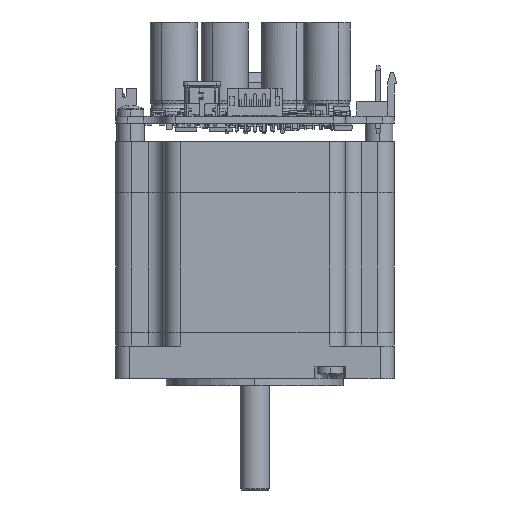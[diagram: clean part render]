
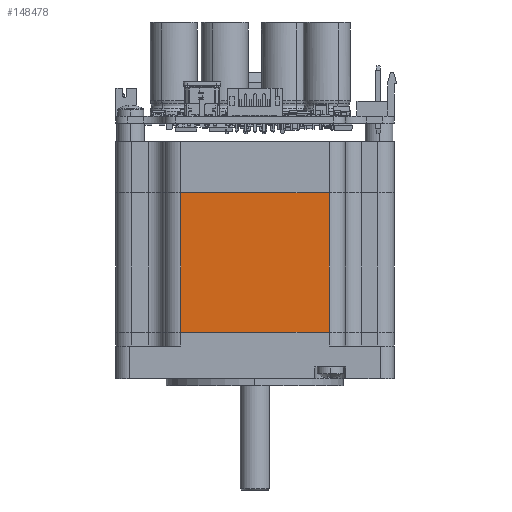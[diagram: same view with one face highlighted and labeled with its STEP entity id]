
A CAD part, left-side view. The second image highlights one B-rep face of the part: STEP entity #148478.
In plain terms, the highlighted planar face has unit normal (-1, 0, 0).
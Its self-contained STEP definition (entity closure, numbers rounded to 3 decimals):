
#5993 = AXIS2_PLACEMENT_3D ( 'NONE', #257463, #225167, #22602 ) ;
#15185 = LINE ( 'NONE', #153165, #292210 ) ;
#15895 = LINE ( 'NONE', #242202, #211818 ) ;
#22602 = DIRECTION ( 'NONE',  ( 0., 0., 1. ) ) ;
#51139 = EDGE_CURVE ( 'NONE', #64197, #387369, #15895, .T. ) ;
#62755 = EDGE_CURVE ( 'NONE', #337666, #64197, #99215, .T. ) ;
#64197 = VERTEX_POINT ( 'NONE', #206055 ) ;
#66230 = ORIENTED_EDGE ( 'NONE', *, *, #290050, .F. ) ;
#72712 = CARTESIAN_POINT ( 'NONE',  ( -30., -16., 5.5 ) ) ;
#80698 = DIRECTION ( 'NONE',  ( 0., 1., 0. ) ) ;
#99111 = CARTESIAN_POINT ( 'NONE',  ( -30., 16., 23.25 ) ) ;
#99215 = LINE ( 'NONE', #157517, #273207 ) ;
#109031 = VECTOR ( 'NONE', #228301, 1000. ) ;
#119088 = ORIENTED_EDGE ( 'NONE', *, *, #51139, .T. ) ;
#128290 = EDGE_CURVE ( 'NONE', #387369, #279114, #226206, .T. ) ;
#146807 = DIRECTION ( 'NONE',  ( 0., 1., 0. ) ) ;
#148478 = ADVANCED_FACE ( 'NONE', ( #384821 ), #354637, .T. ) ;
#153165 = CARTESIAN_POINT ( 'NONE',  ( -30., 28.08, 5.5 ) ) ;
#157517 = CARTESIAN_POINT ( 'NONE',  ( -30., -16., 23.25 ) ) ;
#164697 = CARTESIAN_POINT ( 'NONE',  ( -30., 16., 5.5 ) ) ;
#206055 = CARTESIAN_POINT ( 'NONE',  ( -30., -16., 35.5 ) ) ;
#211818 = VECTOR ( 'NONE', #80698, 1000. ) ;
#225167 = DIRECTION ( 'NONE',  ( -1., 0., 0. ) ) ;
#226206 = LINE ( 'NONE', #99111, #109031 ) ;
#226321 = DIRECTION ( 'NONE',  ( 0., 0., 1. ) ) ;
#228301 = DIRECTION ( 'NONE',  ( 0., 0., -1. ) ) ;
#242202 = CARTESIAN_POINT ( 'NONE',  ( -30., 28.08, 35.5 ) ) ;
#248126 = CARTESIAN_POINT ( 'NONE',  ( -30., 16., 35.5 ) ) ;
#257463 = CARTESIAN_POINT ( 'NONE',  ( -30., 28.08, -0.93 ) ) ;
#273207 = VECTOR ( 'NONE', #226321, 1000. ) ;
#279114 = VERTEX_POINT ( 'NONE', #164697 ) ;
#290050 = EDGE_CURVE ( 'NONE', #337666, #279114, #15185, .T. ) ;
#291631 = ORIENTED_EDGE ( 'NONE', *, *, #128290, .T. ) ;
#292210 = VECTOR ( 'NONE', #146807, 1000. ) ;
#302736 = ORIENTED_EDGE ( 'NONE', *, *, #62755, .T. ) ;
#337666 = VERTEX_POINT ( 'NONE', #72712 ) ;
#354637 = PLANE ( 'NONE',  #5993 ) ;
#384821 = FACE_OUTER_BOUND ( 'NONE', #395703, .T. ) ;
#387369 = VERTEX_POINT ( 'NONE', #248126 ) ;
#395703 = EDGE_LOOP ( 'NONE', ( #291631, #66230, #302736, #119088 ) ) ;
